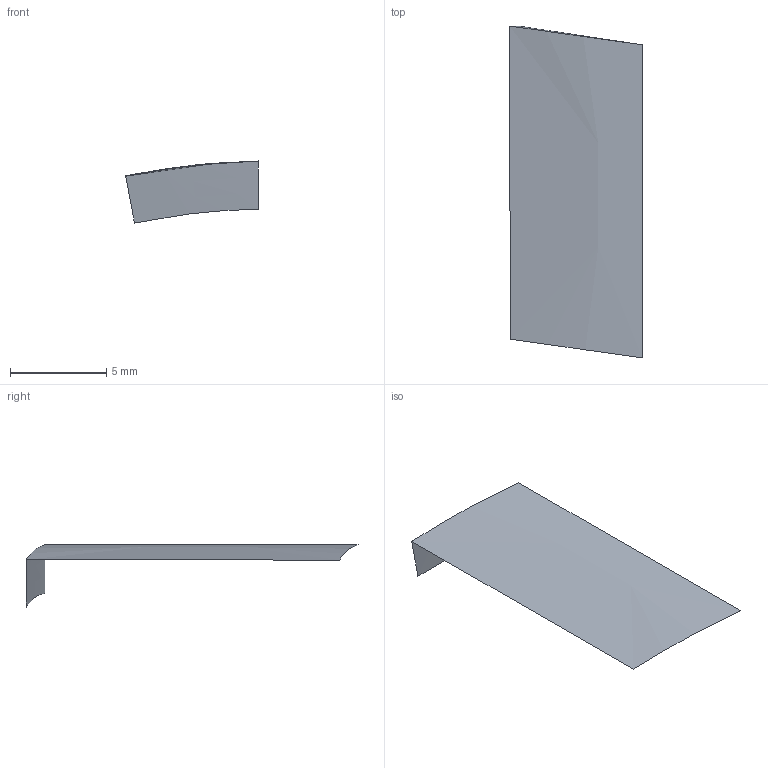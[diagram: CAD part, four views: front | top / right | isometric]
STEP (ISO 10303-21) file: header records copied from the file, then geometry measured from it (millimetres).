
FILE_DESCRIPTION (( 'STEP AP203' ), '1' );
FILE_NAME ('Pièce3 helice pas variable.STEP', '2017-02-28T16:52:24', ( '' ), ( '' ), 'SwSTEP 2.0', 'SolidWorks 2016', '' );
FILE_SCHEMA (( 'CONFIG_CONTROL_DESIGN' ));
Length unit declared in the file: millimetre
Products named in the file (1): Pièce3 helice pas variable
Bounding box: 6.89 x 17.23 x 3.22 mm (x, y, z)
Surface area: 129.5 mm2 (no closed solid volume)
Topology: 0 solids, 1 shells, 2 faces, 7 edges, 6 vertices
Faces by surface type: bspline 2
Entity records: 252 total; most frequent: CARTESIAN_POINT 124, ORIENTED_EDGE 8, PERSON_AND_ORGANIZATION 8, EDGE_CURVE 7, DIRECTION 6, VERTEX_POINT 6, CC_DESIGN_PERSON_AND_ORGANIZATION_ASSIGNMENT 5, LOCAL_TIME 5
